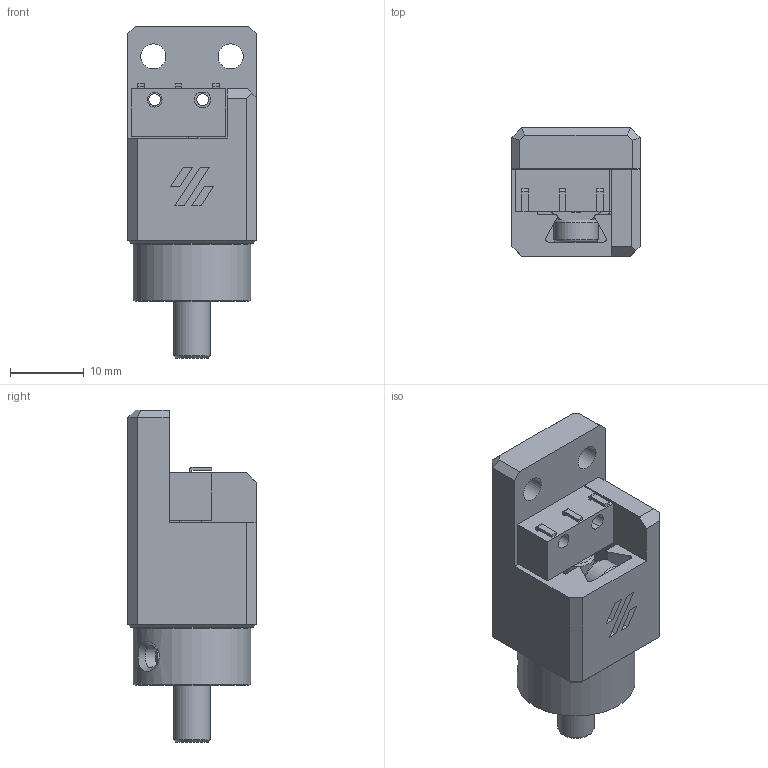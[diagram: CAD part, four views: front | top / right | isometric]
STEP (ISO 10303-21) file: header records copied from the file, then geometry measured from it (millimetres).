
FILE_DESCRIPTION(/* description */ (''),/* implementation_level */ '2;1');
FILE_NAME(/* name */ 'reverse_probe_CAD.step',/* time_stamp */ '2022-09-02T21:27:54+02:00',/* author */ (''),/* organization */ (''),/* preprocessor_version */ 'ST-DEVELOPER v19',/* originating_system */ 'Autodesk Translation Framework v11.7.0.108',/* authorisation */ '');
FILE_SCHEMA (('AUTOMOTIVE_DESIGN { 1 0 10303 214 3 1 1 }'));
Length unit declared in the file: millimetre
Products named in the file (5): Untitled; reverse_probe_CAD; Omron_D2F_F; 5x33 Shaft; GT2 20T 6mm Deflanged
Assembly tree (4 placements, depth 3):
  Untitled
    reverse_probe_CAD
      Omron_D2F_F
      5x33 Shaft
      GT2 20T 6mm Deflanged
Bounding box: 17.4 x 17.4 x 45.05 mm (x, y, z)
Volume: 7505.5 mm3; surface area: 5731.8 mm2
Topology: 7 solids, 7 shells, 345 faces, 945 edges, 623 vertices
Faces by surface type: cylinder 190, plane 140, cone 11, bspline 2, torus 2
Full cylindrical faces by diameter (mm): 1.6 x2, 2 x1, 3 x3, 3.4 x2, 4.98 x1, 5 x1, 6 x1, 8.768 x1, 16 x1
Entity records: 13700 total; most frequent: CARTESIAN_POINT 4583, DIRECTION 1929, ORIENTED_EDGE 1890, EDGE_CURVE 945, AXIS2_PLACEMENT_3D 725, VERTEX_POINT 623, LINE 479, VECTOR 479
